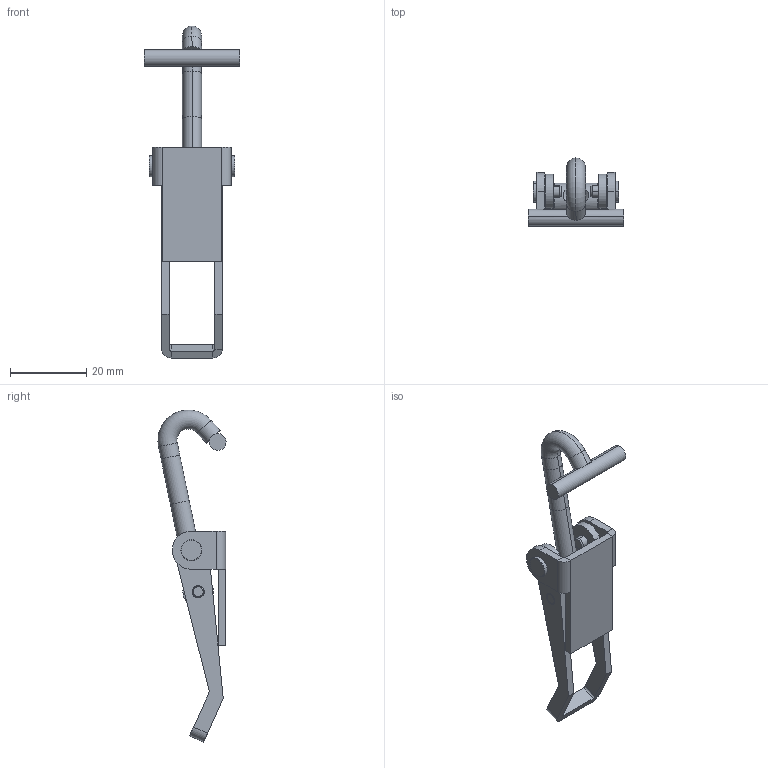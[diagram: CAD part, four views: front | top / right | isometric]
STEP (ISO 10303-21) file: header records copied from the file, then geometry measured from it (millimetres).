
FILE_DESCRIPTION (( 'STEP AP214' ), '1' );
FILE_NAME ('540001 - 701 TSA RF Böjd.STEP', '2016-12-30T11:11:19', ( '' ), ( '' ), 'SwSTEP 2.0', 'SolidWorks 2015', '' );
FILE_SCHEMA (( 'AUTOMOTIVE_DESIGN' ));
Length unit declared in the file: millimetre
Products named in the file (6): B鐱d T-skruv M5_Default<As Machined>; 701 - Mid Cylinder; 701 - Ansatsnit; 701 - Bygel; 701 - SA; 540001 - 701 TSA RF B鐱d
Assembly tree (6 placements, depth 2):
  540001 - 701 TSA RF B鐱d
    701 - SA
    701 - Bygel
    701 - Ansatsnit  x2
    701 - Mid Cylinder
    B鐱d T-skruv M5_Default<As Machined>
Bounding box: 25 x 17.88 x 87.16 mm (x, y, z)
Volume: 4991.1 mm3; surface area: 5779 mm2
Topology: 6 solids, 6 shells, 126 faces, 273 edges, 166 vertices
Faces by surface type: cylinder 55, plane 53, cone 12, torus 6
Entity records: 3487 total; most frequent: CARTESIAN_POINT 674, DIRECTION 591, ORIENTED_EDGE 494, EDGE_CURVE 247, AXIS2_PLACEMENT_3D 231, VERTEX_POINT 150, EDGE_LOOP 131, LINE 129
